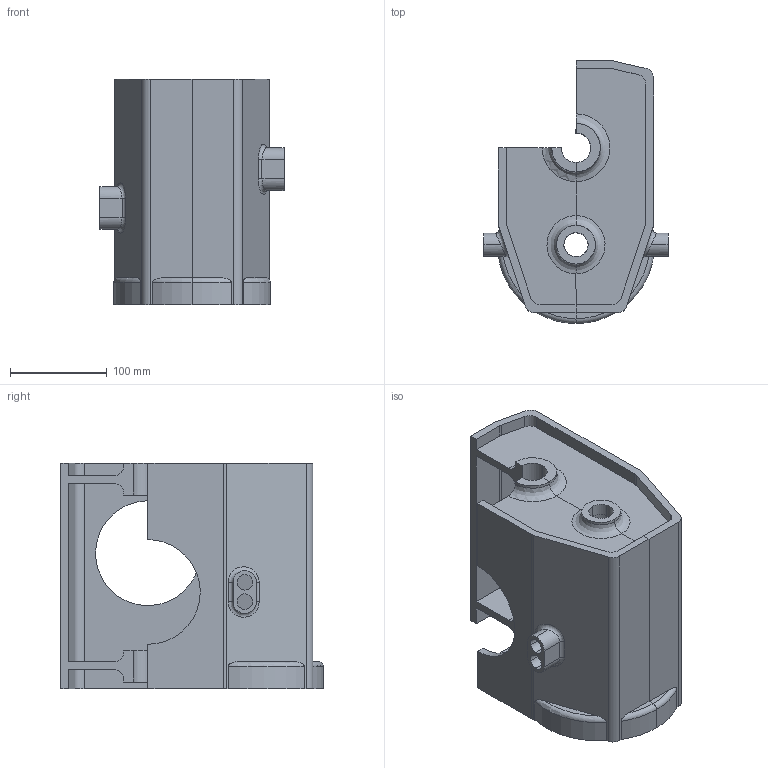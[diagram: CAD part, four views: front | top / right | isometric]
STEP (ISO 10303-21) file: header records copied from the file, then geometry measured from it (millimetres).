
FILE_DESCRIPTION(('produced by SPATIAL CORP'),'2;1');
FILE_NAME('Part9.hh.sat.stp', '2002-04-22T11:49:01+00:00',('SPATIAL CORP'),('SPATIAL CORP'), 'ACIS STEP Husk','http://www.spatial.com','SPATIAL CORP');
FILE_SCHEMA(('CONFIG_CONTROL_DESIGN'));
Length unit declared in the file: millimetre
Products named in the file (1): PRODUCT_ID_1
Bounding box: 190 x 270.97 x 233 mm (x, y, z)
Volume: 1560343.2 mm3; surface area: 397067.6 mm2
Topology: 1 solids, 1 shells, 213 faces, 568 edges, 361 vertices
Faces by surface type: cylinder 108, plane 72, torus 18, bspline 15
Entity records: 15695 total; most frequent: CARTESIAN_POINT 10991, ORIENTED_EDGE 1136, DIRECTION 773, EDGE_CURVE 568, VERTEX_POINT 361, AXIS2_PLACEMENT_3D 268, VECTOR 237, LINE 237
